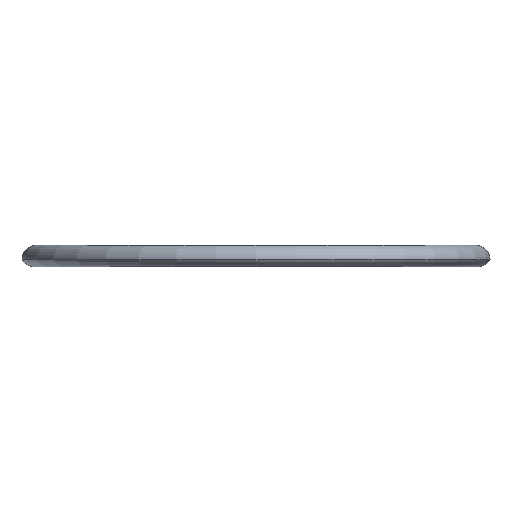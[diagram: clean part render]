
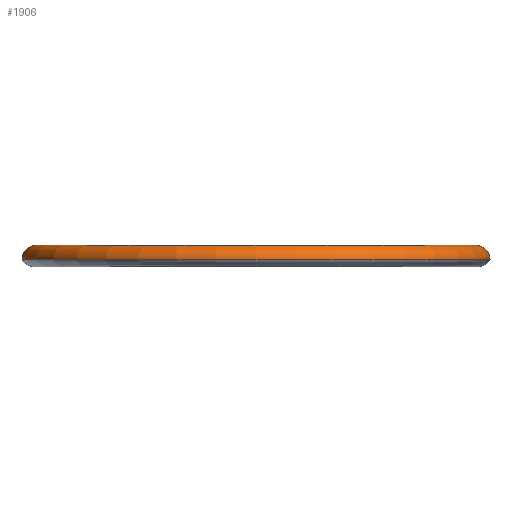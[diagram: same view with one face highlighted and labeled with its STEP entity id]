
A CAD part, left-side view. The second image highlights one B-rep face of the part: STEP entity #1906.
In plain terms, the highlighted toroidal (fillet/blend) face has major radius 30.5 mm and minor radius 2 mm.
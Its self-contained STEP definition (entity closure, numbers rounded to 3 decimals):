
#137=TOROIDAL_SURFACE('',#2020,30.5,2.);
#155=FACE_OUTER_BOUND('',#232,.T.);
#232=EDGE_LOOP('',(#1311,#1312,#1313,#1314));
#584=CIRCLE('',#2006,32.5);
#592=CIRCLE('',#2019,2.);
#593=CIRCLE('',#2021,2.);
#594=CIRCLE('',#2022,30.5);
#790=VERTEX_POINT('',#2943);
#792=VERTEX_POINT('',#2948);
#800=VERTEX_POINT('',#2976);
#801=VERTEX_POINT('',#2980);
#1002=EDGE_CURVE('',#790,#792,#584,.T.);
#1016=EDGE_CURVE('',#790,#800,#592,.T.);
#1018=EDGE_CURVE('',#792,#801,#593,.T.);
#1019=EDGE_CURVE('',#801,#800,#594,.T.);
#1311=ORIENTED_EDGE('',*,*,#1018,.T.);
#1312=ORIENTED_EDGE('',*,*,#1019,.T.);
#1313=ORIENTED_EDGE('',*,*,#1016,.F.);
#1314=ORIENTED_EDGE('',*,*,#1002,.T.);
#1906=ADVANCED_FACE('',(#155),#137,.T.);
#2006=AXIS2_PLACEMENT_3D('',#2950,#2311,#2312);
#2019=AXIS2_PLACEMENT_3D('',#2977,#2343,#2344);
#2020=AXIS2_PLACEMENT_3D('',#2979,#2346,#2347);
#2021=AXIS2_PLACEMENT_3D('',#2981,#2348,#2349);
#2022=AXIS2_PLACEMENT_3D('',#2982,#2350,#2351);
#2311=DIRECTION('center_axis',(0.,0.,1.));
#2312=DIRECTION('ref_axis',(-1.,0.,0.));
#2343=DIRECTION('center_axis',(1.,0.,0.));
#2344=DIRECTION('ref_axis',(0.,1.,0.));
#2346=DIRECTION('center_axis',(0.,0.,1.));
#2347=DIRECTION('ref_axis',(-1.,0.,0.));
#2348=DIRECTION('center_axis',(-1.,0.,0.));
#2349=DIRECTION('ref_axis',(0.,-1.,0.));
#2350=DIRECTION('center_axis',(0.,0.,-1.));
#2351=DIRECTION('ref_axis',(-1.,0.,0.));
#2943=CARTESIAN_POINT('',(-35.,32.5,1.));
#2948=CARTESIAN_POINT('',(-35.,-32.5,1.));
#2950=CARTESIAN_POINT('Origin',(-35.,0.,1.));
#2976=CARTESIAN_POINT('',(-35.,30.5,3.));
#2977=CARTESIAN_POINT('Origin',(-35.,30.5,1.));
#2979=CARTESIAN_POINT('Origin',(-35.,0.,1.));
#2980=CARTESIAN_POINT('',(-35.,-30.5,3.));
#2981=CARTESIAN_POINT('Origin',(-35.,-30.5,1.));
#2982=CARTESIAN_POINT('Origin',(-35.,0.,3.));
